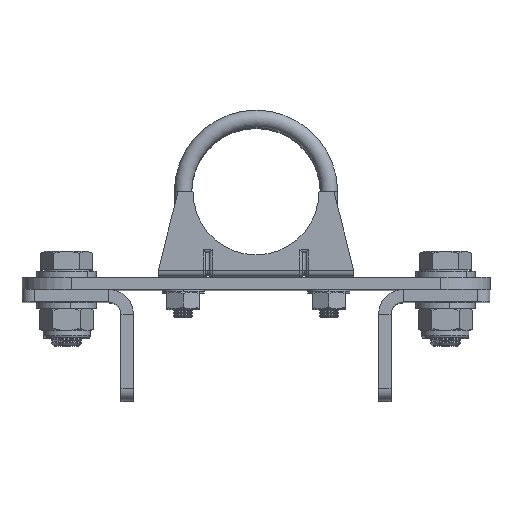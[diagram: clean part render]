
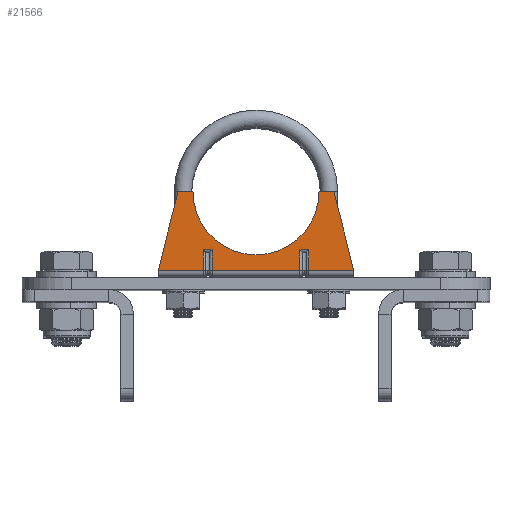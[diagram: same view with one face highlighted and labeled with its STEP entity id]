
A CAD part, top view. The second image highlights one B-rep face of the part: STEP entity #21566.
In plain terms, the highlighted planar face has unit normal (0, 0, 1).
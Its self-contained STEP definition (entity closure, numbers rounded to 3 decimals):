
#116 = VERTEX_POINT ( 'NONE', #10291 ) ;
#248 = VERTEX_POINT ( 'NONE', #16358 ) ;
#491 = DIRECTION ( 'NONE',  ( 1., 0., 0. ) ) ;
#934 = VECTOR ( 'NONE', #4325, 1000. ) ;
#1194 = CIRCLE ( 'NONE', #4395, 25.5 ) ;
#1333 = LINE ( 'NONE', #9692, #19690 ) ;
#1432 = DIRECTION ( 'NONE',  ( 0., -1., 0. ) ) ;
#1550 = VECTOR ( 'NONE', #21512, 1000. ) ;
#1613 = CARTESIAN_POINT ( 'NONE',  ( 39.5, 0.78, 8. ) ) ;
#1667 = LINE ( 'NONE', #20711, #19131 ) ;
#1774 = CARTESIAN_POINT ( 'NONE',  ( -21.232, 8., 8. ) ) ;
#1954 = PLANE ( 'NONE',  #3644 ) ;
#2149 = LINE ( 'NONE', #4311, #1550 ) ;
#2517 = CARTESIAN_POINT ( 'NONE',  ( 31.978, 30.603, 8. ) ) ;
#2649 = CARTESIAN_POINT ( 'NONE',  ( 25.5, 32.5, 8. ) ) ;
#2860 = EDGE_CURVE ( 'NONE', #116, #12321, #17422, .T. ) ;
#3597 = DIRECTION ( 'NONE',  ( 0., 0., 1. ) ) ;
#3644 = AXIS2_PLACEMENT_3D ( 'NONE', #15098, #3597, #20986 ) ;
#3749 = VECTOR ( 'NONE', #9282, 1000. ) ;
#3763 = ORIENTED_EDGE ( 'NONE', *, *, #21761, .F. ) ;
#3818 = DIRECTION ( 'NONE',  ( -1., 0., 0. ) ) ;
#3895 = EDGE_CURVE ( 'NONE', #23577, #9789, #21510, .T. ) ;
#4311 = CARTESIAN_POINT ( 'NONE',  ( -27.254, 49.336, 8. ) ) ;
#4325 = DIRECTION ( 'NONE',  ( -1., 0., 0. ) ) ;
#4395 = AXIS2_PLACEMENT_3D ( 'NONE', #15290, #22733, #20769 ) ;
#4600 = CARTESIAN_POINT ( 'NONE',  ( 39.5, 0.78, 8. ) ) ;
#5153 = CARTESIAN_POINT ( 'NONE',  ( -17.768, 0.78, 8. ) ) ;
#5444 = VECTOR ( 'NONE', #10233, 1000. ) ;
#5607 = VERTEX_POINT ( 'NONE', #18308 ) ;
#5742 = VECTOR ( 'NONE', #20823, 1000. ) ;
#5777 = LINE ( 'NONE', #1613, #10816 ) ;
#6275 = VERTEX_POINT ( 'NONE', #9553 ) ;
#6854 = CARTESIAN_POINT ( 'NONE',  ( 21.232, 9., 8. ) ) ;
#7140 = LINE ( 'NONE', #15641, #934 ) ;
#7579 = CARTESIAN_POINT ( 'NONE',  ( 39.5, 32.5, 8. ) ) ;
#7781 = FACE_OUTER_BOUND ( 'NONE', #10230, .T. ) ;
#7926 = CARTESIAN_POINT ( 'NONE',  ( 21.232, 9., 8. ) ) ;
#8090 = DIRECTION ( 'NONE',  ( -1., 0., 0. ) ) ;
#8392 = LINE ( 'NONE', #1774, #19342 ) ;
#9282 = DIRECTION ( 'NONE',  ( 0., -1., 0. ) ) ;
#9322 = CARTESIAN_POINT ( 'NONE',  ( 21.232, 0.78, 8. ) ) ;
#9385 = DIRECTION ( 'NONE',  ( 0., 1., 0. ) ) ;
#9529 = CARTESIAN_POINT ( 'NONE',  ( 17.768, 0.78, 8. ) ) ;
#9553 = CARTESIAN_POINT ( 'NONE',  ( -21.232, 9., 8. ) ) ;
#9692 = CARTESIAN_POINT ( 'NONE',  ( 39.5, 0.78, 8. ) ) ;
#9789 = VERTEX_POINT ( 'NONE', #9322 ) ;
#9856 = EDGE_CURVE ( 'NONE', #19675, #18794, #24360, .T. ) ;
#10230 = EDGE_LOOP ( 'NONE', ( #18465, #14986, #11998, #19682, #11084, #22158, #15243, #21391, #19128, #21584, #20169, #22013, #18486, #3763 ) ) ;
#10233 = DIRECTION ( 'NONE',  ( -1., 0., 0. ) ) ;
#10291 = CARTESIAN_POINT ( 'NONE',  ( -17.768, 9., 8. ) ) ;
#10816 = VECTOR ( 'NONE', #3818, 1000. ) ;
#11043 = DIRECTION ( 'NONE',  ( 0., 1., 0. ) ) ;
#11084 = ORIENTED_EDGE ( 'NONE', *, *, #19817, .F. ) ;
#11440 = LINE ( 'NONE', #2517, #19714 ) ;
#11579 = CARTESIAN_POINT ( 'NONE',  ( -21.232, 0.78, 8. ) ) ;
#11998 = ORIENTED_EDGE ( 'NONE', *, *, #3895, .T. ) ;
#12321 = VERTEX_POINT ( 'NONE', #19762 ) ;
#12371 = CARTESIAN_POINT ( 'NONE',  ( -39.5, 0.78, 8. ) ) ;
#12399 = VECTOR ( 'NONE', #1432, 1000. ) ;
#13055 = LINE ( 'NONE', #22805, #19254 ) ;
#13345 = CARTESIAN_POINT ( 'NONE',  ( -25.5, 32.5, 8. ) ) ;
#13836 = VERTEX_POINT ( 'NONE', #11579 ) ;
#13970 = CARTESIAN_POINT ( 'NONE',  ( -31.5, 32.5, 8. ) ) ;
#14691 = VERTEX_POINT ( 'NONE', #12371 ) ;
#14986 = ORIENTED_EDGE ( 'NONE', *, *, #18660, .T. ) ;
#15038 = VERTEX_POINT ( 'NONE', #9529 ) ;
#15098 = CARTESIAN_POINT ( 'NONE',  ( 39.5, 32.5, 8. ) ) ;
#15243 = ORIENTED_EDGE ( 'NONE', *, *, #17707, .T. ) ;
#15290 = CARTESIAN_POINT ( 'NONE',  ( 0., 32.5, 8. ) ) ;
#15641 = CARTESIAN_POINT ( 'NONE',  ( 39.5, 32.5, 8. ) ) ;
#15914 = EDGE_CURVE ( 'NONE', #13836, #6275, #8392, .T. ) ;
#16358 = CARTESIAN_POINT ( 'NONE',  ( 17.768, 9., 8. ) ) ;
#16799 = EDGE_CURVE ( 'NONE', #14691, #18794, #2149, .T. ) ;
#17422 = LINE ( 'NONE', #5153, #12399 ) ;
#17707 = EDGE_CURVE ( 'NONE', #24011, #19675, #1194, .T. ) ;
#17780 = EDGE_CURVE ( 'NONE', #6275, #116, #13055, .T. ) ;
#17802 = CARTESIAN_POINT ( 'NONE',  ( 39.5, 0.78, 8. ) ) ;
#18308 = CARTESIAN_POINT ( 'NONE',  ( 31.5, 32.5, 8. ) ) ;
#18465 = ORIENTED_EDGE ( 'NONE', *, *, #19616, .T. ) ;
#18486 = ORIENTED_EDGE ( 'NONE', *, *, #2860, .T. ) ;
#18660 = EDGE_CURVE ( 'NONE', #248, #23577, #22172, .T. ) ;
#18794 = VERTEX_POINT ( 'NONE', #13970 ) ;
#18864 = CARTESIAN_POINT ( 'NONE',  ( 21.232, 32.5, 8. ) ) ;
#19128 = ORIENTED_EDGE ( 'NONE', *, *, #16799, .F. ) ;
#19131 = VECTOR ( 'NONE', #9385, 1000. ) ;
#19254 = VECTOR ( 'NONE', #22558, 1000. ) ;
#19342 = VECTOR ( 'NONE', #11043, 1000. ) ;
#19616 = EDGE_CURVE ( 'NONE', #15038, #248, #1667, .T. ) ;
#19675 = VERTEX_POINT ( 'NONE', #13345 ) ;
#19682 = ORIENTED_EDGE ( 'NONE', *, *, #20380, .F. ) ;
#19690 = VECTOR ( 'NONE', #8090, 1000. ) ;
#19714 = VECTOR ( 'NONE', #23243, 1000. ) ;
#19762 = CARTESIAN_POINT ( 'NONE',  ( -17.768, 0.78, 8. ) ) ;
#19799 = VERTEX_POINT ( 'NONE', #17802 ) ;
#19817 = EDGE_CURVE ( 'NONE', #5607, #19799, #11440, .T. ) ;
#20151 = EDGE_CURVE ( 'NONE', #13836, #14691, #5777, .T. ) ;
#20169 = ORIENTED_EDGE ( 'NONE', *, *, #15914, .T. ) ;
#20380 = EDGE_CURVE ( 'NONE', #19799, #9789, #1333, .T. ) ;
#20711 = CARTESIAN_POINT ( 'NONE',  ( 17.768, 32.5, 8. ) ) ;
#20769 = DIRECTION ( 'NONE',  ( 0., 1., 0. ) ) ;
#20823 = DIRECTION ( 'NONE',  ( -1., 0., 0. ) ) ;
#20986 = DIRECTION ( 'NONE',  ( 0., -1., 0. ) ) ;
#21391 = ORIENTED_EDGE ( 'NONE', *, *, #9856, .T. ) ;
#21510 = LINE ( 'NONE', #18864, #3749 ) ;
#21512 = DIRECTION ( 'NONE',  ( 0.245, 0.97, 0. ) ) ;
#21566 = ADVANCED_FACE ( 'NONE', ( #7781 ), #1954, .T. ) ;
#21584 = ORIENTED_EDGE ( 'NONE', *, *, #20151, .F. ) ;
#21761 = EDGE_CURVE ( 'NONE', #15038, #12321, #22309, .T. ) ;
#22013 = ORIENTED_EDGE ( 'NONE', *, *, #17780, .T. ) ;
#22158 = ORIENTED_EDGE ( 'NONE', *, *, #23393, .T. ) ;
#22172 = LINE ( 'NONE', #7926, #23927 ) ;
#22309 = LINE ( 'NONE', #4600, #5444 ) ;
#22558 = DIRECTION ( 'NONE',  ( 1., 0., 0. ) ) ;
#22733 = DIRECTION ( 'NONE',  ( 0., 0., -1. ) ) ;
#22805 = CARTESIAN_POINT ( 'NONE',  ( -17.768, 9., 8. ) ) ;
#23243 = DIRECTION ( 'NONE',  ( 0.245, -0.97, 0. ) ) ;
#23393 = EDGE_CURVE ( 'NONE', #5607, #24011, #7140, .T. ) ;
#23577 = VERTEX_POINT ( 'NONE', #6854 ) ;
#23927 = VECTOR ( 'NONE', #491, 1000. ) ;
#24011 = VERTEX_POINT ( 'NONE', #2649 ) ;
#24360 = LINE ( 'NONE', #7579, #5742 ) ;
